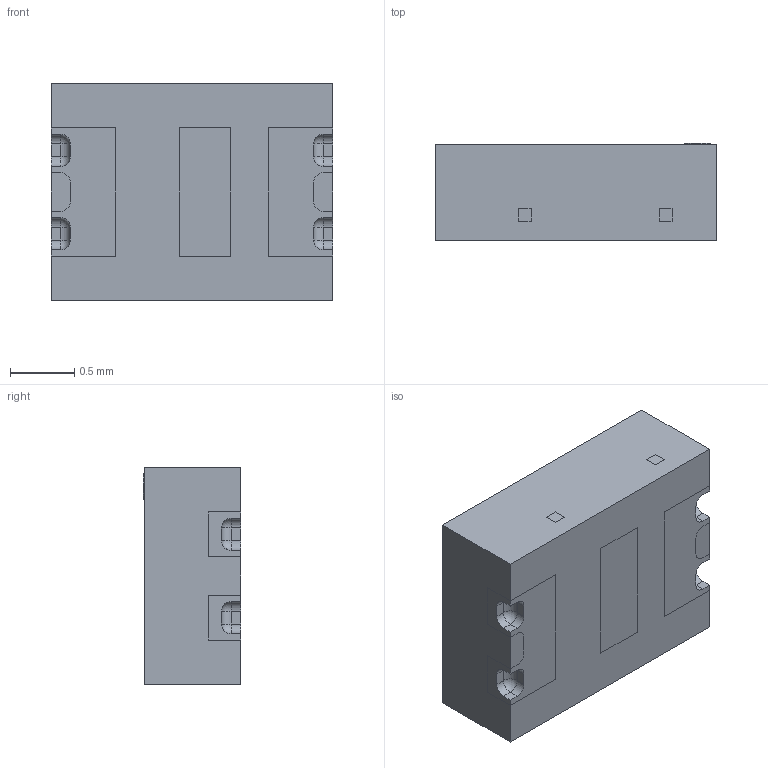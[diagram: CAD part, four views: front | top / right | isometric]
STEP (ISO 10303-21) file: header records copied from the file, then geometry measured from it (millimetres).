
FILE_DESCRIPTION((''),'2;1');
FILE_NAME('2G-C_ASM','2014-08-20T',('proe01'),('Nihon Parametric Technology K.K.'),'PRO/ENGINEER BY PARAMETRIC TECHNOLOGY CORPORATION, 2011080','PRO/ENGINEER BY PARAMETRIC TECHNOLOGY CORPORATION, 2011080','');
FILE_SCHEMA(('CONFIG_CONTROL_DESIGN'));
Length unit declared in the file: millimetre
Products named in the file (4): 2G-LH_2; ENCAPMENT_2; LF; 2G-C_ASM
Assembly tree (3 placements, depth 2):
  2G-C_ASM
    2G-LH_2
    ENCAPMENT_2
    LF
Bounding box: 2.2 x 0.76 x 1.7 mm (x, y, z)
Volume: 2.8 mm3; surface area: 28.5 mm2
Topology: 6 solids, 6 shells, 153 faces, 402 edges, 254 vertices
Faces by surface type: plane 107, cylinder 30, bspline 8, sphere 8
Entity records: 4960 total; most frequent: CARTESIAN_POINT 1046, ORIENTED_EDGE 804, DIRECTION 774, EDGE_CURVE 402, VECTOR 326, LINE 326, VERTEX_POINT 254, AXIS2_PLACEMENT_3D 224
